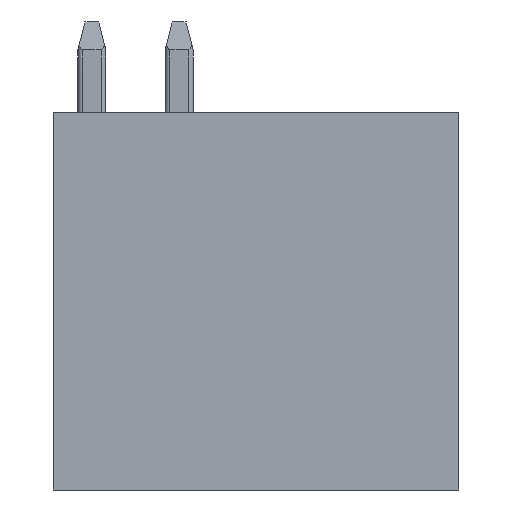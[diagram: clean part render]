
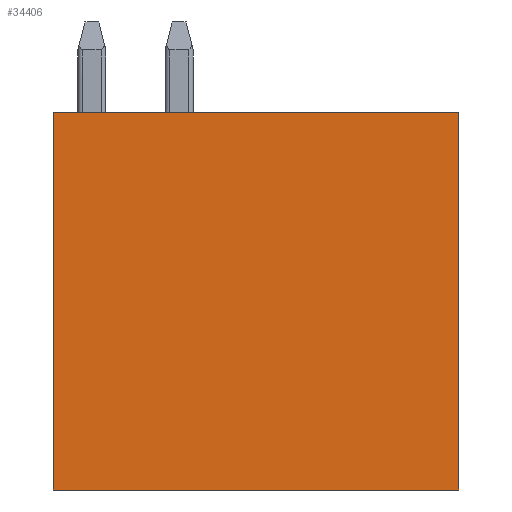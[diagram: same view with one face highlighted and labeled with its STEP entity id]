
A CAD part, front view. The second image highlights one B-rep face of the part: STEP entity #34406.
In plain terms, the highlighted planar face has unit normal (0, -1, 0).
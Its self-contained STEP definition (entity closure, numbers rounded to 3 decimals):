
#8459=DIRECTION('',(0.,0.,1.));
#8460=VECTOR('',#8459,10.8);
#8461=CARTESIAN_POINT('',(-5.49,-60.3,-6.62));
#8462=LINE('',#8461,#8460);
#8463=DIRECTION('',(1.,0.,0.));
#8464=VECTOR('',#8463,11.6);
#8465=CARTESIAN_POINT('',(-5.49,-60.3,4.18));
#8466=LINE('',#8465,#8464);
#8467=DIRECTION('',(0.,0.,-1.));
#8468=VECTOR('',#8467,10.8);
#8469=CARTESIAN_POINT('',(6.11,-60.3,4.18));
#8470=LINE('',#8469,#8468);
#8471=DIRECTION('',(-1.,0.,0.));
#8472=VECTOR('',#8471,11.6);
#8473=CARTESIAN_POINT('',(6.11,-60.3,-6.62));
#8474=LINE('',#8473,#8472);
#20385=CARTESIAN_POINT('',(-5.49,-60.3,-6.62));
#20386=CARTESIAN_POINT('',(-5.49,-60.3,4.18));
#20387=VERTEX_POINT('',#20385);
#20388=VERTEX_POINT('',#20386);
#20389=CARTESIAN_POINT('',(6.11,-60.3,4.18));
#20390=VERTEX_POINT('',#20389);
#20391=CARTESIAN_POINT('',(6.11,-60.3,-6.62));
#20392=VERTEX_POINT('',#20391);
#34395=CARTESIAN_POINT('',(0.,-60.3,0.));
#34396=DIRECTION('',(0.,1.,0.));
#34397=DIRECTION('',(1.,0.,0.));
#34398=AXIS2_PLACEMENT_3D('',#34395,#34396,#34397);
#34399=PLANE('',#34398);
#34400=ORIENTED_EDGE('',*,*,#25341,.T.);
#34401=ORIENTED_EDGE('',*,*,#25756,.T.);
#34402=ORIENTED_EDGE('',*,*,#25897,.T.);
#34403=ORIENTED_EDGE('',*,*,#34389,.T.);
#34404=EDGE_LOOP('',(#34400,#34401,#34402,#34403));
#34405=FACE_OUTER_BOUND('',#34404,.F.);
#34406=ADVANCED_FACE('',(#34405),#34399,.F.);
#25341=EDGE_CURVE('',#20387,#20388,#8462,.T.);
#25756=EDGE_CURVE('',#20388,#20390,#8466,.T.);
#25897=EDGE_CURVE('',#20390,#20392,#8470,.T.);
#34389=EDGE_CURVE('',#20392,#20387,#8474,.T.);
